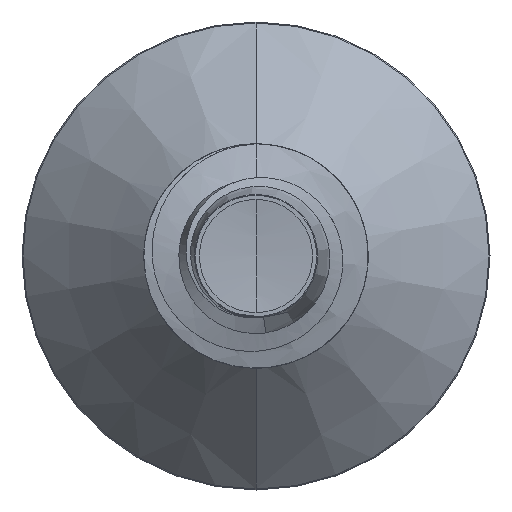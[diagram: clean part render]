
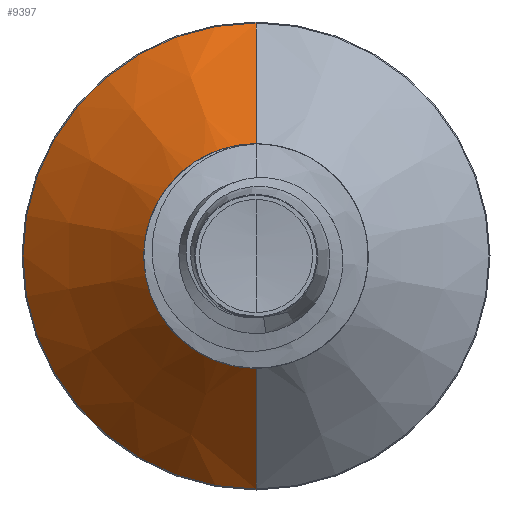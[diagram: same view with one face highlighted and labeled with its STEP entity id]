
A CAD part, front view. The second image highlights one B-rep face of the part: STEP entity #9397.
In plain terms, the highlighted conical face has half-angle 45 degrees and reference radius 1.633 mm.
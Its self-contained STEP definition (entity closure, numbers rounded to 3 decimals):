
#536 = DIRECTION ( 'NONE',  ( 0., 0., 1. ) ) ;
#564 = DIRECTION ( 'NONE',  ( 0., 1., 0. ) ) ;
#583 = CARTESIAN_POINT ( 'NONE',  ( 0., 9.832, 0. ) ) ;
#909 = DIRECTION ( 'NONE',  ( 0., 1., 0. ) ) ;
#937 = DIRECTION ( 'NONE',  ( 0., 0., 1. ) ) ;
#1410 = DIRECTION ( 'NONE',  ( 0., 0.707, -0.707 ) ) ;
#1600 = CARTESIAN_POINT ( 'NONE',  ( 0., 9.832, 0. ) ) ;
#2337 = CARTESIAN_POINT ( 'NONE',  ( 0., 9.832, 1.632 ) ) ;
#2779 = VECTOR ( 'NONE', #11673, 1000. ) ;
#2881 = DIRECTION ( 'NONE',  ( 0., 1., 0. ) ) ;
#3867 = AXIS2_PLACEMENT_3D ( 'NONE', #583, #564, #536 ) ;
#4446 = ORIENTED_EDGE ( 'NONE', *, *, #12458, .F. ) ;
#5579 = VERTEX_POINT ( 'NONE', #11036 ) ;
#5977 = LINE ( 'NONE', #2337, #2779 ) ;
#6086 = ORIENTED_EDGE ( 'NONE', *, *, #12483, .F. ) ;
#6104 = AXIS2_PLACEMENT_3D ( 'NONE', #10961, #2881, #12042 ) ;
#6251 = EDGE_LOOP ( 'NONE', ( #6086, #10410, #9932, #4446 ) ) ;
#6460 = VECTOR ( 'NONE', #1410, 1000. ) ;
#6730 = VERTEX_POINT ( 'NONE', #9659 ) ;
#6781 = CARTESIAN_POINT ( 'NONE',  ( 0., 9.832, 1.632 ) ) ;
#7061 = AXIS2_PLACEMENT_3D ( 'NONE', #1600, #909, #937 ) ;
#9397 = ADVANCED_FACE ( 'NONE', ( #15803 ), #15604, .T. ) ;
#9659 = CARTESIAN_POINT ( 'NONE',  ( 0., 11.835, 3.635 ) ) ;
#9932 = ORIENTED_EDGE ( 'NONE', *, *, #14550, .T. ) ;
#10055 = CARTESIAN_POINT ( 'NONE',  ( 0., 9.832, -1.632 ) ) ;
#10410 = ORIENTED_EDGE ( 'NONE', *, *, #12038, .T. ) ;
#10428 = CARTESIAN_POINT ( 'NONE',  ( 0., 11.835, -3.635 ) ) ;
#10961 = CARTESIAN_POINT ( 'NONE',  ( 0., 11.835, 0. ) ) ;
#11036 = CARTESIAN_POINT ( 'NONE',  ( 0., 9.832, -1.632 ) ) ;
#11673 = DIRECTION ( 'NONE',  ( 0., 0.707, 0.707 ) ) ;
#12038 = EDGE_CURVE ( 'NONE', #5579, #15909, #15698, .T. ) ;
#12042 = DIRECTION ( 'NONE',  ( 0., 0., 1. ) ) ;
#12458 = EDGE_CURVE ( 'NONE', #12750, #6730, #15221, .T. ) ;
#12483 = EDGE_CURVE ( 'NONE', #5579, #12750, #14947, .T. ) ;
#12750 = VERTEX_POINT ( 'NONE', #10428 ) ;
#14550 = EDGE_CURVE ( 'NONE', #15909, #6730, #5977, .T. ) ;
#14947 = LINE ( 'NONE', #10055, #6460 ) ;
#15221 = CIRCLE ( 'NONE', #6104, 3.635 ) ;
#15604 = CONICAL_SURFACE ( 'NONE', #7061, 1.632, 0.785 ) ;
#15698 = CIRCLE ( 'NONE', #3867, 1.632 ) ;
#15803 = FACE_OUTER_BOUND ( 'NONE', #6251, .T. ) ;
#15909 = VERTEX_POINT ( 'NONE', #6781 ) ;
